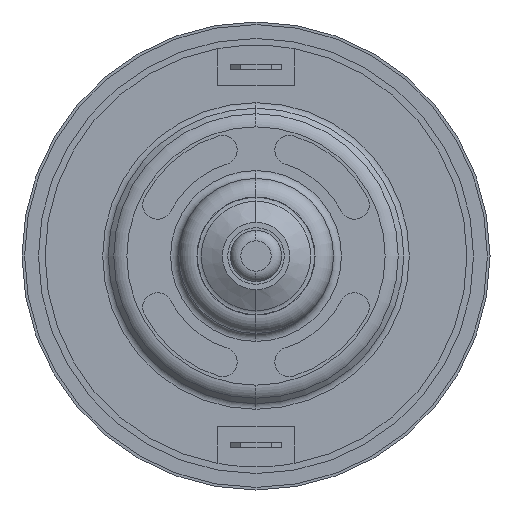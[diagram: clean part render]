
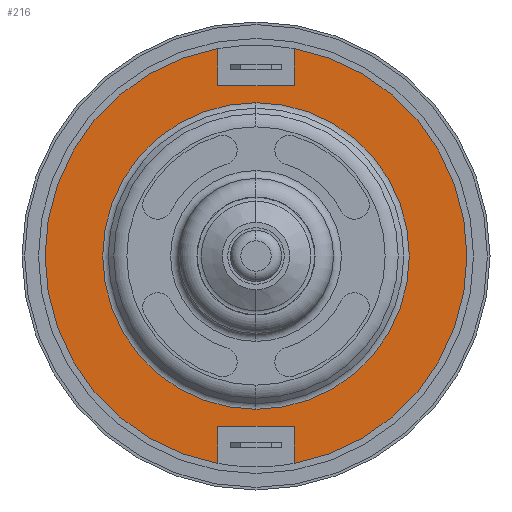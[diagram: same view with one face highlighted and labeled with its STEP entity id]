
A CAD part, left-side view. The second image highlights one B-rep face of the part: STEP entity #216.
In plain terms, the highlighted planar face has unit normal (-1, 0, 0).
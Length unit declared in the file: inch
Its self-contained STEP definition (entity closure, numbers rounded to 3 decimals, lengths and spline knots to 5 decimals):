
#104 = EDGE_CURVE ( 'NONE', #194, #4418, #1237, .T. ) ;
#179 = CARTESIAN_POINT ( 'NONE',  ( 0.075, -0.144, -0.64541 ) ) ;
#194 = VERTEX_POINT ( 'NONE', #4625 ) ;
#195 = VECTOR ( 'NONE', #4865, 39.37008 ) ;
#197 = CARTESIAN_POINT ( 'NONE',  ( 0.075, 0., 0. ) ) ;
#216 = ADVANCED_FACE ( 'NONE', ( #4205, #5576 ), #3607, .T. ) ;
#436 = VECTOR ( 'NONE', #5959, 39.37008 ) ;
#444 = EDGE_LOOP ( 'NONE', ( #2377, #4226, #3826, #531, #4916, #5914, #6240, #1867 ) ) ;
#448 = VERTEX_POINT ( 'NONE', #5469 ) ;
#531 = ORIENTED_EDGE ( 'NONE', *, *, #2064, .F. ) ;
#556 = CARTESIAN_POINT ( 'NONE',  ( 0.075, -0.144, 0.78541 ) ) ;
#601 = CARTESIAN_POINT ( 'NONE',  ( 0.075, 0.144, 0.64541 ) ) ;
#662 = ORIENTED_EDGE ( 'NONE', *, *, #5904, .T. ) ;
#686 = DIRECTION ( 'NONE',  ( 0., 0., 1. ) ) ;
#716 = DIRECTION ( 'NONE',  ( 0., 0., 1. ) ) ;
#947 = DIRECTION ( 'NONE',  ( 0., 0., 1. ) ) ;
#958 = LINE ( 'NONE', #179, #6373 ) ;
#1008 = VECTOR ( 'NONE', #5296, 39.37008 ) ;
#1014 = LINE ( 'NONE', #5008, #1531 ) ;
#1034 = CARTESIAN_POINT ( 'NONE',  ( 0.075, 0.144, -0.78541 ) ) ;
#1069 = VERTEX_POINT ( 'NONE', #1938 ) ;
#1070 = CARTESIAN_POINT ( 'NONE',  ( 0.075, 0., 0. ) ) ;
#1121 = EDGE_CURVE ( 'NONE', #4739, #3191, #1014, .T. ) ;
#1125 = VECTOR ( 'NONE', #4528, 39.37008 ) ;
#1237 = CIRCLE ( 'NONE', #2986, 0.7985 ) ;
#1531 = VECTOR ( 'NONE', #3871, 39.37008 ) ;
#1650 = LINE ( 'NONE', #5373, #436 ) ;
#1764 = CARTESIAN_POINT ( 'NONE',  ( 0.075, -0.144, 0.64541 ) ) ;
#1867 = ORIENTED_EDGE ( 'NONE', *, *, #1121, .T. ) ;
#1938 = CARTESIAN_POINT ( 'NONE',  ( 0.075, 0.144, -0.64541 ) ) ;
#2064 = EDGE_CURVE ( 'NONE', #2481, #1069, #6418, .T. ) ;
#2219 = DIRECTION ( 'NONE',  ( 1., 0., 0. ) ) ;
#2377 = ORIENTED_EDGE ( 'NONE', *, *, #4597, .T. ) ;
#2481 = VERTEX_POINT ( 'NONE', #2573 ) ;
#2573 = CARTESIAN_POINT ( 'NONE',  ( 0.075, -0.144, -0.64541 ) ) ;
#2736 = CARTESIAN_POINT ( 'NONE',  ( 0.075, 0., 0. ) ) ;
#2986 = AXIS2_PLACEMENT_3D ( 'NONE', #1070, #4988, #947 ) ;
#3068 = EDGE_CURVE ( 'NONE', #5808, #6282, #5559, .T. ) ;
#3191 = VERTEX_POINT ( 'NONE', #4850 ) ;
#3423 = CIRCLE ( 'NONE', #5107, 0.58043 ) ;
#3526 = EDGE_LOOP ( 'NONE', ( #4774, #662 ) ) ;
#3607 = PLANE ( 'NONE',  #5464 ) ;
#3826 = ORIENTED_EDGE ( 'NONE', *, *, #6640, .F. ) ;
#3871 = DIRECTION ( 'NONE',  ( 0., 1., 0. ) ) ;
#3873 = DIRECTION ( 'NONE',  ( 1., 0., 0. ) ) ;
#4055 = CARTESIAN_POINT ( 'NONE',  ( 0.075, -0.144, -0.64541 ) ) ;
#4205 = FACE_OUTER_BOUND ( 'NONE', #444, .T. ) ;
#4226 = ORIENTED_EDGE ( 'NONE', *, *, #104, .T. ) ;
#4254 = DIRECTION ( 'NONE',  ( -1., 0., 0. ) ) ;
#4291 = CARTESIAN_POINT ( 'NONE',  ( 0.075, 0., 0.58043 ) ) ;
#4418 = VERTEX_POINT ( 'NONE', #1034 ) ;
#4437 = EDGE_CURVE ( 'NONE', #6282, #4739, #5792, .T. ) ;
#4528 = DIRECTION ( 'NONE',  ( 0., 1., 0. ) ) ;
#4592 = DIRECTION ( 'NONE',  ( -1., 0., 0. ) ) ;
#4597 = EDGE_CURVE ( 'NONE', #3191, #194, #6738, .T. ) ;
#4606 = EDGE_CURVE ( 'NONE', #6633, #448, #3423, .T. ) ;
#4625 = CARTESIAN_POINT ( 'NONE',  ( 0.075, 0.144, 0.78541 ) ) ;
#4739 = VERTEX_POINT ( 'NONE', #1764 ) ;
#4771 = CARTESIAN_POINT ( 'NONE',  ( 0.075, -0.144, 0.64541 ) ) ;
#4774 = ORIENTED_EDGE ( 'NONE', *, *, #4606, .T. ) ;
#4850 = CARTESIAN_POINT ( 'NONE',  ( 0.075, 0.144, 0.64541 ) ) ;
#4865 = DIRECTION ( 'NONE',  ( 0., 0., 1. ) ) ;
#4916 = ORIENTED_EDGE ( 'NONE', *, *, #5287, .F. ) ;
#4941 = CARTESIAN_POINT ( 'NONE',  ( 0.075, -0.144, -0.78541 ) ) ;
#4947 = DIRECTION ( 'NONE',  ( 0., 0., 1. ) ) ;
#4949 = CARTESIAN_POINT ( 'NONE',  ( 0.075, 0., 0. ) ) ;
#4988 = DIRECTION ( 'NONE',  ( -1., 0., 0. ) ) ;
#5008 = CARTESIAN_POINT ( 'NONE',  ( 0.075, -0.144, 0.64541 ) ) ;
#5107 = AXIS2_PLACEMENT_3D ( 'NONE', #5418, #2219, #5999 ) ;
#5287 = EDGE_CURVE ( 'NONE', #5808, #2481, #958, .T. ) ;
#5296 = DIRECTION ( 'NONE',  ( 0., 0., -1. ) ) ;
#5373 = CARTESIAN_POINT ( 'NONE',  ( 0.075, 0.144, -0.64541 ) ) ;
#5418 = CARTESIAN_POINT ( 'NONE',  ( 0.075, 0., 0. ) ) ;
#5464 = AXIS2_PLACEMENT_3D ( 'NONE', #4949, #4254, #686 ) ;
#5469 = CARTESIAN_POINT ( 'NONE',  ( 0.075, 0., -0.58043 ) ) ;
#5559 = CIRCLE ( 'NONE', #6853, 0.7985 ) ;
#5576 = FACE_BOUND ( 'NONE', #3526, .T. ) ;
#5792 = LINE ( 'NONE', #4771, #1008 ) ;
#5796 = AXIS2_PLACEMENT_3D ( 'NONE', #197, #3873, #716 ) ;
#5808 = VERTEX_POINT ( 'NONE', #4941 ) ;
#5856 = DIRECTION ( 'NONE',  ( 0., 0., 1. ) ) ;
#5904 = EDGE_CURVE ( 'NONE', #448, #6633, #6891, .T. ) ;
#5914 = ORIENTED_EDGE ( 'NONE', *, *, #3068, .T. ) ;
#5959 = DIRECTION ( 'NONE',  ( 0., 0., -1. ) ) ;
#5999 = DIRECTION ( 'NONE',  ( 0., 0., 1. ) ) ;
#6240 = ORIENTED_EDGE ( 'NONE', *, *, #4437, .T. ) ;
#6282 = VERTEX_POINT ( 'NONE', #556 ) ;
#6373 = VECTOR ( 'NONE', #4947, 39.37008 ) ;
#6418 = LINE ( 'NONE', #4055, #1125 ) ;
#6633 = VERTEX_POINT ( 'NONE', #4291 ) ;
#6640 = EDGE_CURVE ( 'NONE', #1069, #4418, #1650, .T. ) ;
#6738 = LINE ( 'NONE', #601, #195 ) ;
#6853 = AXIS2_PLACEMENT_3D ( 'NONE', #2736, #4592, #5856 ) ;
#6891 = CIRCLE ( 'NONE', #5796, 0.58043 ) ;
